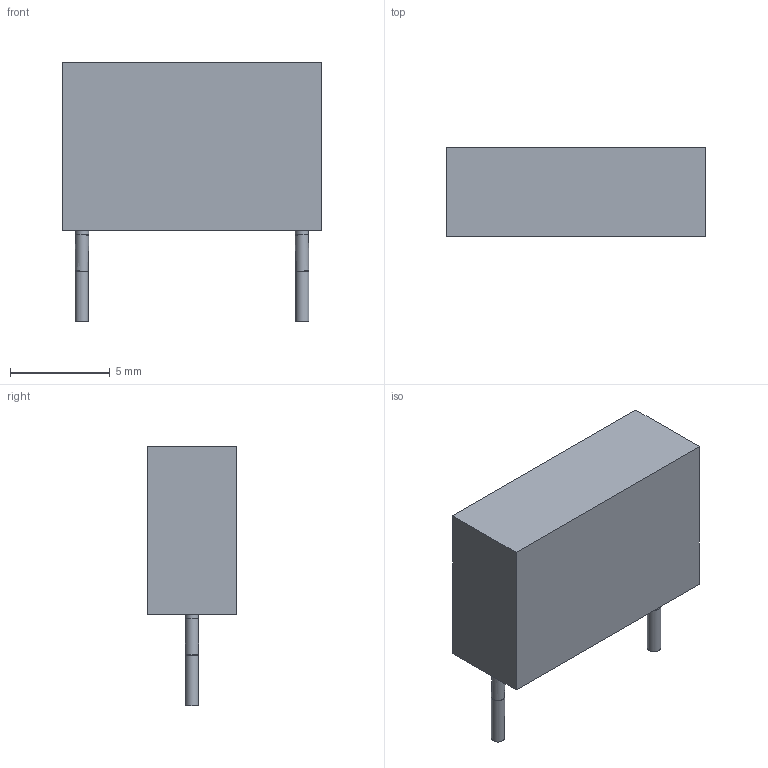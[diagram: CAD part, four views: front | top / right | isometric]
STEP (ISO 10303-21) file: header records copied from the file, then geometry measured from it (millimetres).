
FILE_DESCRIPTION(('STEP AP214'),'1');
FILE_NAME('PHE-AH','2019-05-08T01:23:02',(''),(''),'','','');
FILE_SCHEMA(('AUTOMOTIVE_DESIGN'));
Length unit declared in the file: millimetre
Products named in the file (1): product
Bounding box: 13.01 x 4.5 x 13.03 mm (x, y, z)
Surface area: 433.3 mm2 (no closed solid volume)
Topology: 0 solids, 24 shells, 24 faces, 78 edges, 72 vertices
Faces by surface type: plane 10, torus 8, cylinder 6
Full cylindrical faces by diameter (mm): 0.66 x6
Entity records: 967 total; most frequent: DIRECTION 170, CARTESIAN_POINT 169, VERTEX_POINT 128, AXIS2_PLACEMENT_3D 73, ORIENTED_EDGE 72, EDGE_CURVE 72, CIRCLE 48, EDGE_LOOP 30
